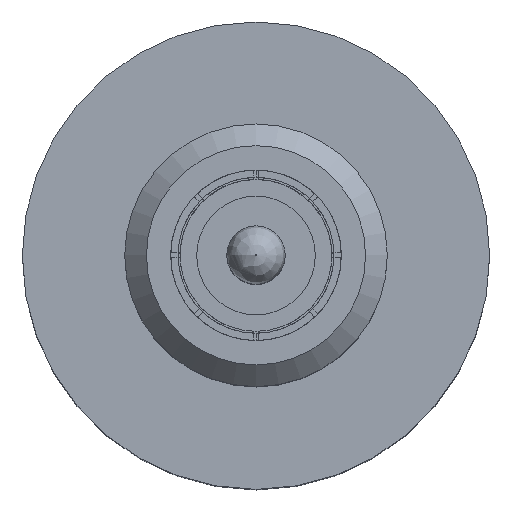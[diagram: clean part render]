
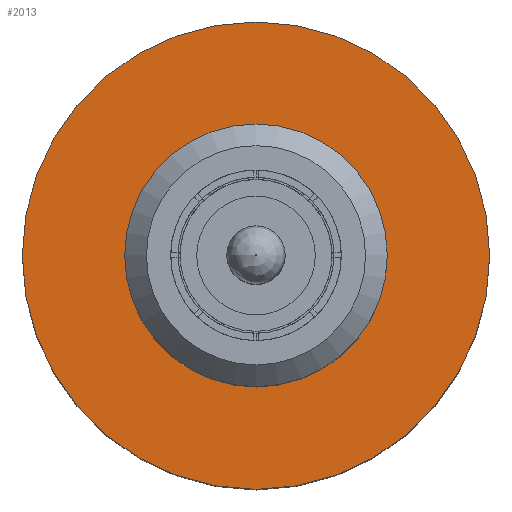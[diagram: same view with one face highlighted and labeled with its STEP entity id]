
A CAD part, top view. The second image highlights one B-rep face of the part: STEP entity #2013.
In plain terms, the highlighted planar face has unit normal (0, 0, 1).
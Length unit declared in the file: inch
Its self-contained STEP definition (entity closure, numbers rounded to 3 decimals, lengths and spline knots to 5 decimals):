
#90=PLANE($,#2296);
#401=CIRCLE($,#2236,0.281);
#403=CIRCLE($,#2239,0.5);
#491=FACE_BOUND($,#800,.T.);
#617=FACE_OUTER_BOUND($,#799,.T.);
#799=EDGE_LOOP($,(#1853));
#800=EDGE_LOOP($,(#1854));
#1010=VERTEX_POINT($,#4185);
#1012=VERTEX_POINT($,#4190);
#1280=EDGE_CURVE($,#1010,#1010,#401,.T.);
#1282=EDGE_CURVE($,#1012,#1012,#403,.T.);
#1853=ORIENTED_EDGE($,*,*,#1282,.T.);
#1854=ORIENTED_EDGE($,*,*,#1280,.F.);
#2013=ADVANCED_FACE($,(#617,#491),#90,.T.);
#2236=AXIS2_PLACEMENT_3D($,#4186,#2797,#2798);
#2239=AXIS2_PLACEMENT_3D($,#4191,#2803,#2804);
#2296=AXIS2_PLACEMENT_3D($,#4329,#2917,#2918);
#2797=DIRECTION('center_axis',(0.,0.,1.));
#2798=DIRECTION('ref_axis',(0.,-1.,0.));
#2803=DIRECTION('center_axis',(0.,0.,1.));
#2804=DIRECTION('ref_axis',(0.,-1.,0.));
#2917=DIRECTION('center_axis',(0.,0.,1.));
#2918=DIRECTION('ref_axis',(0.,-1.,0.));
#4185=CARTESIAN_POINT('',(0.,-0.281,-0.2575));
#4186=CARTESIAN_POINT('Origin',(0.,0.,-0.2575));
#4190=CARTESIAN_POINT('',(0.,-0.5,-0.2575));
#4191=CARTESIAN_POINT('Origin',(0.,0.,-0.2575));
#4329=CARTESIAN_POINT('Origin',(0.,0.,-0.2575));
